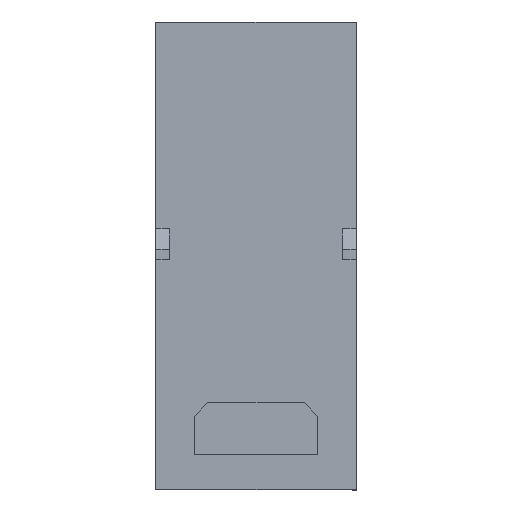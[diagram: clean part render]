
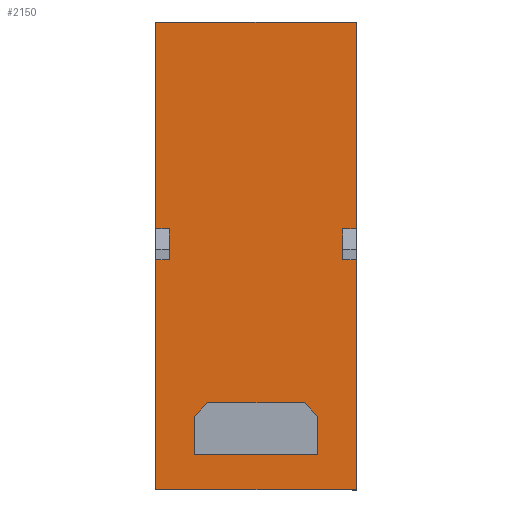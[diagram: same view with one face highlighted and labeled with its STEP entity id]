
A CAD part, top view. The second image highlights one B-rep face of the part: STEP entity #2150.
In plain terms, the highlighted planar face has unit normal (0, 0, 1).
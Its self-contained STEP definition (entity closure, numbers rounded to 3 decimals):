
#1631=FACE_BOUND('',#3391,.T.);
#1632=FACE_BOUND('',#3392,.T.);
#2150=ADVANCED_FACE('',(#1631,#1632),#2530,.T.);
#2530=PLANE('',#10279);
#3391=EDGE_LOOP('',(#5543,#5544,#5545,#5546,#5547,#5548));
#3392=EDGE_LOOP('',(#5549,#5550,#5551,#5552,#5553,#5554,#5555,#5556,#5557,
#5558,#5559,#5560));
#5543=ORIENTED_EDGE('',*,*,#6403,.T.);
#5544=ORIENTED_EDGE('',*,*,#6392,.T.);
#5545=ORIENTED_EDGE('',*,*,#6396,.T.);
#5546=ORIENTED_EDGE('',*,*,#6397,.T.);
#5547=ORIENTED_EDGE('',*,*,#6399,.T.);
#5548=ORIENTED_EDGE('',*,*,#6401,.T.);
#5549=ORIENTED_EDGE('',*,*,#7455,.T.);
#5550=ORIENTED_EDGE('',*,*,#7456,.T.);
#5551=ORIENTED_EDGE('',*,*,#7457,.T.);
#5552=ORIENTED_EDGE('',*,*,#7445,.T.);
#5553=ORIENTED_EDGE('',*,*,#7439,.F.);
#5554=ORIENTED_EDGE('',*,*,#7434,.T.);
#5555=ORIENTED_EDGE('',*,*,#7436,.T.);
#5556=ORIENTED_EDGE('',*,*,#7438,.T.);
#5557=ORIENTED_EDGE('',*,*,#7443,.F.);
#5558=ORIENTED_EDGE('',*,*,#7414,.T.);
#5559=ORIENTED_EDGE('',*,*,#7458,.T.);
#5560=ORIENTED_EDGE('',*,*,#7453,.T.);
#5634=VERTEX_POINT('',#12338);
#5635=VERTEX_POINT('',#12339);
#5636=VERTEX_POINT('',#12344);
#5637=VERTEX_POINT('',#12348);
#5638=VERTEX_POINT('',#12352);
#5639=VERTEX_POINT('',#12356);
#6329=VERTEX_POINT('',#14505);
#6331=VERTEX_POINT('',#14508);
#6345=VERTEX_POINT('',#14546);
#6346=VERTEX_POINT('',#14548);
#6347=VERTEX_POINT('',#14552);
#6348=VERTEX_POINT('',#14556);
#6349=VERTEX_POINT('',#14560);
#6352=VERTEX_POINT('',#14570);
#6357=VERTEX_POINT('',#14583);
#6358=VERTEX_POINT('',#14585);
#6359=VERTEX_POINT('',#14589);
#6360=VERTEX_POINT('',#14593);
#6392=EDGE_CURVE('',#5634,#5635,#7497,.T.);
#6396=EDGE_CURVE('',#5635,#5636,#7501,.T.);
#6397=EDGE_CURVE('',#5636,#5637,#7502,.T.);
#6399=EDGE_CURVE('',#5637,#5638,#7504,.T.);
#6401=EDGE_CURVE('',#5638,#5639,#7506,.T.);
#6403=EDGE_CURVE('',#5639,#5634,#7508,.T.);
#7414=EDGE_CURVE('',#6331,#6329,#8447,.T.);
#7434=EDGE_CURVE('',#6345,#6346,#8467,.T.);
#7436=EDGE_CURVE('',#6346,#6347,#8469,.T.);
#7438=EDGE_CURVE('',#6347,#6348,#8471,.T.);
#7439=EDGE_CURVE('',#6345,#6349,#8472,.T.);
#7443=EDGE_CURVE('',#6331,#6348,#8476,.T.);
#7445=EDGE_CURVE('',#6352,#6349,#8478,.T.);
#7453=EDGE_CURVE('',#6357,#6358,#8486,.T.);
#7455=EDGE_CURVE('',#6358,#6359,#8488,.T.);
#7456=EDGE_CURVE('',#6359,#6360,#8489,.T.);
#7457=EDGE_CURVE('',#6360,#6352,#8490,.T.);
#7458=EDGE_CURVE('',#6329,#6357,#8491,.T.);
#7497=LINE('',#12337,#8530);
#7501=LINE('',#12345,#8534);
#7502=LINE('',#12347,#8535);
#7504=LINE('',#12351,#8537);
#7506=LINE('',#12355,#8539);
#7508=LINE('',#12359,#8541);
#8447=LINE('',#14507,#9480);
#8467=LINE('',#14549,#9500);
#8469=LINE('',#14553,#9502);
#8471=LINE('',#14557,#9504);
#8472=LINE('',#14559,#9505);
#8476=LINE('',#14565,#9509);
#8478=LINE('',#14569,#9511);
#8486=LINE('',#14586,#9519);
#8488=LINE('',#14590,#9521);
#8489=LINE('',#14592,#9522);
#8490=LINE('',#14594,#9523);
#8491=LINE('',#14595,#9524);
#8530=VECTOR('',#10333,1.);
#8534=VECTOR('',#10339,1.);
#8535=VECTOR('',#10342,1.);
#8537=VECTOR('',#10346,1.);
#8539=VECTOR('',#10350,1.);
#8541=VECTOR('',#10354,1.);
#9480=VECTOR('',#12173,1.);
#9500=VECTOR('',#12205,1.);
#9502=VECTOR('',#12209,1.);
#9504=VECTOR('',#12213,1.);
#9505=VECTOR('',#12216,1.);
#9509=VECTOR('',#12220,1.);
#9511=VECTOR('',#12224,1.);
#9519=VECTOR('',#12236,1.);
#9521=VECTOR('',#12240,1.);
#9522=VECTOR('',#12243,1.);
#9523=VECTOR('',#12244,1.);
#9524=VECTOR('',#12245,1.);
#10279=AXIS2_PLACEMENT_3D('',#14596,#12246,#12247);
#10333=DIRECTION('',(-1.,0.,0.));
#10339=DIRECTION('',(0.,1.,0.));
#10342=DIRECTION('',(0.707,0.707,0.));
#10346=DIRECTION('',(1.,0.,0.));
#10350=DIRECTION('',(0.707,-0.707,0.));
#10354=DIRECTION('',(0.,-1.,0.));
#12173=DIRECTION('',(1.,0.,0.));
#12205=DIRECTION('',(1.,0.,0.));
#12209=DIRECTION('',(0.,-1.,0.));
#12213=DIRECTION('',(-1.,0.,0.));
#12216=DIRECTION('',(0.,1.,0.));
#12220=DIRECTION('',(0.,1.,0.));
#12224=DIRECTION('',(-1.,0.,0.));
#12236=DIRECTION('',(-1.,0.,0.));
#12240=DIRECTION('',(0.,1.,0.));
#12243=DIRECTION('',(1.,0.,0.));
#12244=DIRECTION('',(0.,1.,0.));
#12245=DIRECTION('',(0.,1.,0.));
#12246=DIRECTION('',(0.,0.,1.));
#12247=DIRECTION('',(-1.,0.,0.));
#12337=CARTESIAN_POINT('',(4.5,-15.3,15.15));
#12338=CARTESIAN_POINT('',(4.5,-15.3,15.15));
#12339=CARTESIAN_POINT('',(-4.5,-15.3,15.15));
#12344=CARTESIAN_POINT('',(-4.5,-12.5,15.15));
#12345=CARTESIAN_POINT('',(-4.5,-15.3,15.15));
#12347=CARTESIAN_POINT('',(-4.5,-12.5,15.15));
#12348=CARTESIAN_POINT('',(-3.5,-11.5,15.15));
#12351=CARTESIAN_POINT('',(-3.5,-11.5,15.15));
#12352=CARTESIAN_POINT('',(3.5,-11.5,15.15));
#12355=CARTESIAN_POINT('',(3.5,-11.5,15.15));
#12356=CARTESIAN_POINT('',(4.5,-12.5,15.15));
#12359=CARTESIAN_POINT('',(4.5,-12.5,15.15));
#14505=CARTESIAN_POINT('',(7.3,-17.8,15.15));
#14507=CARTESIAN_POINT('',(-7.3,-17.8,15.15));
#14508=CARTESIAN_POINT('',(-7.3,-17.8,15.15));
#14546=CARTESIAN_POINT('',(-7.3,1.151,15.15));
#14548=CARTESIAN_POINT('',(-6.3,1.151,15.15));
#14549=CARTESIAN_POINT('',(-7.3,1.151,15.15));
#14552=CARTESIAN_POINT('',(-6.3,-1.1,15.15));
#14553=CARTESIAN_POINT('',(-6.3,1.151,15.15));
#14556=CARTESIAN_POINT('',(-7.3,-1.1,15.15));
#14557=CARTESIAN_POINT('',(-6.3,-1.1,15.15));
#14559=CARTESIAN_POINT('',(-7.3,1.151,15.15));
#14560=CARTESIAN_POINT('',(-7.3,16.2,15.15));
#14565=CARTESIAN_POINT('',(-7.3,-17.8,15.15));
#14569=CARTESIAN_POINT('',(7.3,16.2,15.15));
#14570=CARTESIAN_POINT('',(7.3,16.2,15.15));
#14583=CARTESIAN_POINT('',(7.3,-1.1,15.15));
#14585=CARTESIAN_POINT('',(6.3,-1.1,15.15));
#14586=CARTESIAN_POINT('',(7.3,-1.1,15.15));
#14589=CARTESIAN_POINT('',(6.3,1.151,15.15));
#14590=CARTESIAN_POINT('',(6.3,-1.1,15.15));
#14592=CARTESIAN_POINT('',(6.3,1.151,15.15));
#14593=CARTESIAN_POINT('',(7.3,1.151,15.15));
#14594=CARTESIAN_POINT('',(7.3,1.151,15.15));
#14595=CARTESIAN_POINT('',(7.3,-17.8,15.15));
#14596=CARTESIAN_POINT('',(7.7,16.4,15.15));
